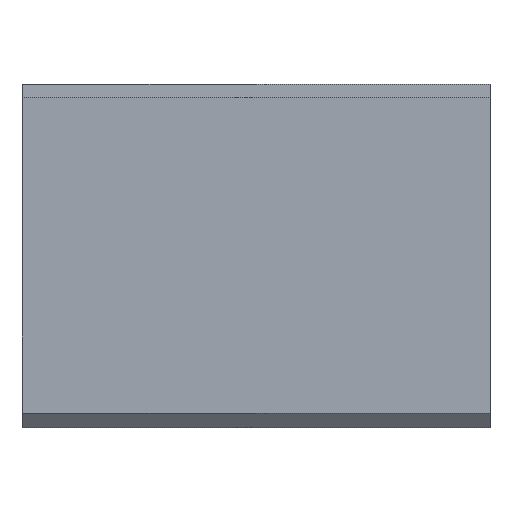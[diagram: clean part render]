
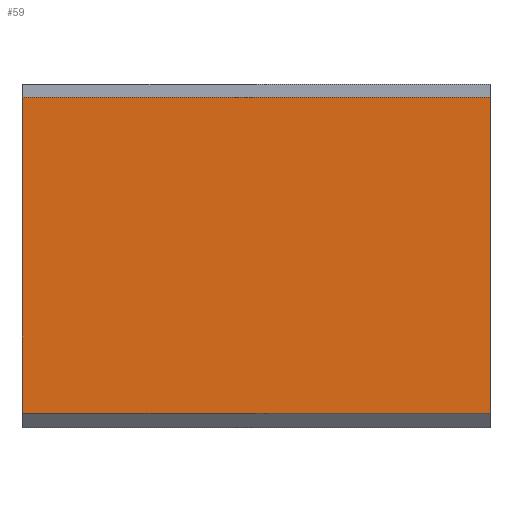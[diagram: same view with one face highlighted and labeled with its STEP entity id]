
A CAD part, top view. The second image highlights one B-rep face of the part: STEP entity #59.
In plain terms, the highlighted planar face has unit normal (0, 0, 1).
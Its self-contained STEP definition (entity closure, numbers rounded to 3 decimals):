
#59=ADVANCED_FACE('',(#129),#130,.T.);
#129=FACE_OUTER_BOUND('',#207,.T.);
#130=PLANE('',#208);
#207=EDGE_LOOP('',(#311,#312,#313,#314));
#208=AXIS2_PLACEMENT_3D('',#315,#316,#317);
#311=ORIENTED_EDGE('',*,*,#474,.F.);
#312=ORIENTED_EDGE('',*,*,#446,.T.);
#313=ORIENTED_EDGE('',*,*,#475,.T.);
#314=ORIENTED_EDGE('',*,*,#451,.T.);
#315=CARTESIAN_POINT('',(0.0,0.436,34.5));
#316=DIRECTION('',(0.0,-0.0,1.0));
#317=DIRECTION('',(0.0,1.0,0.0));
#446=EDGE_CURVE('',#520,#518,#521,.T.);
#451=EDGE_CURVE('',#529,#527,#530,.T.);
#474=EDGE_CURVE('',#520,#527,#565,.T.);
#475=EDGE_CURVE('',#518,#529,#566,.T.);
#518=VERTEX_POINT('',#622);
#520=VERTEX_POINT('',#624);
#521=LINE('',#625,#626);
#527=VERTEX_POINT('',#633);
#529=VERTEX_POINT('',#635);
#530=LINE('',#636,#637);
#565=LINE('',#682,#683);
#566=LINE('',#684,#685);
#622=CARTESIAN_POINT('',(15.0,0.436,34.5));
#624=CARTESIAN_POINT('',(0.0,0.436,34.5));
#625=CARTESIAN_POINT('',(0.0,0.436,34.5));
#626=VECTOR('',#748,1.0);
#633=CARTESIAN_POINT('',(0.0,10.564,34.5));
#635=CARTESIAN_POINT('',(15.0,10.564,34.5));
#636=CARTESIAN_POINT('',(-1.5,10.564,34.5));
#637=VECTOR('',#756,1.0);
#682=CARTESIAN_POINT('',(0.0,-79.1,34.5));
#683=VECTOR('',#788,1.0);
#684=CARTESIAN_POINT('',(15.0,-79.1,34.5));
#685=VECTOR('',#789,1.0);
#748=DIRECTION('',(1.0,0.0,0.0));
#756=DIRECTION('',(-1.0,0.0,0.0));
#788=DIRECTION('',(0.0,1.0,0.0));
#789=DIRECTION('',(0.0,1.0,0.0));
